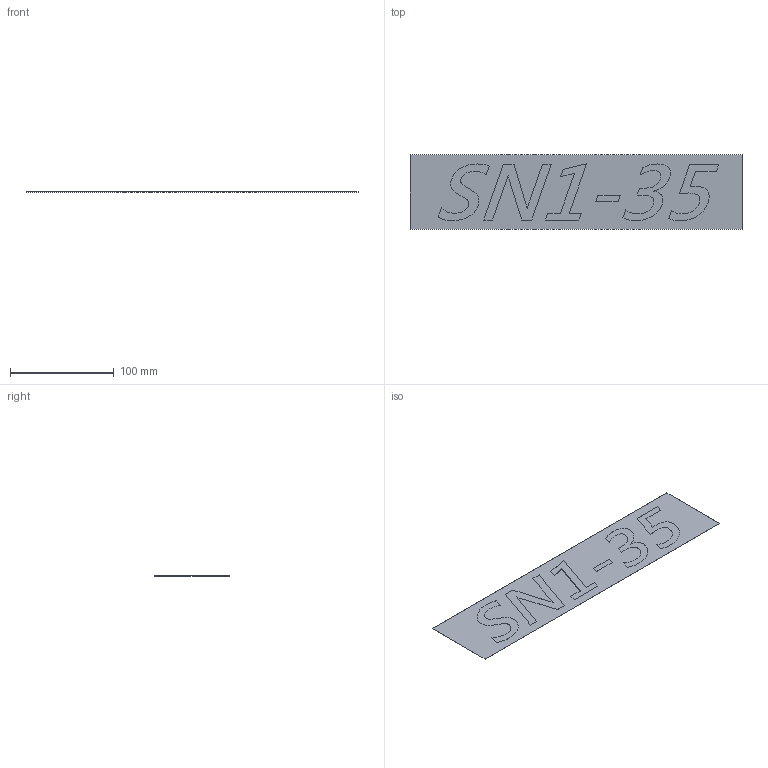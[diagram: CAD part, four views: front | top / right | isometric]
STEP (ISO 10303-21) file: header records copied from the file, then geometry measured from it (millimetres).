
FILE_DESCRIPTION (( 'STEP AP203' ), '1' );
FILE_NAME ('322N52-型式貼紙.STEP', '2023-10-02T08:47:45', ( '' ), ( '' ), 'SwSTEP 2.0', 'SolidWorks 2018', '' );
FILE_SCHEMA (( 'CONFIG_CONTROL_DESIGN' ));
Length unit declared in the file: millimetre
Products named in the file (1): 322N52-型式貼紙
Bounding box: 320 x 72 x 0.1 mm (x, y, z)
Volume: 2212.3 mm3; surface area: 46184.8 mm2
Topology: 1 solids, 1 shells, 88 faces, 240 edges, 160 vertices
Faces by surface type: plane 52, bspline 36
Entity records: 4601 total; most frequent: CARTESIAN_POINT 2541, ORIENTED_EDGE 480, DIRECTION 274, EDGE_CURVE 240, VECTOR 168, LINE 168, VERTEX_POINT 160, EDGE_LOOP 94
